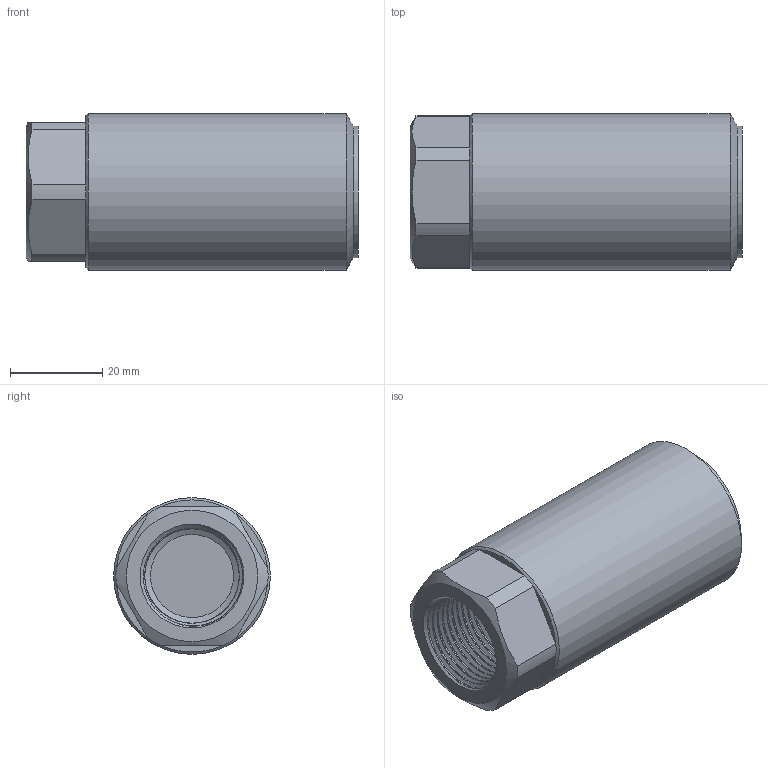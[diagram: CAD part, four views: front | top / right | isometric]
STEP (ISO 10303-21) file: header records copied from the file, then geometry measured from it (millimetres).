
FILE_DESCRIPTION(/* description */ (''),/* implementation_level */ '2;1');
FILE_NAME(/* name */ 'S10A管式单向阀.prt.stp',/* time_stamp */ '2022-03-30T19:14:21+08:00',/* author */ (''),/* organization */ (''),/* preprocessor_version */ 'ST-DEVELOPER v16.7',/* originating_system */ 'SIEMENS PLM Software NX 12.0',/* authorisation */ '');
FILE_SCHEMA (('AUTOMOTIVE_DESIGN { 1 0 10303 214 3 1 1 1 }'));
Length unit declared in the file: millimetre
Products named in the file (1): S10A管式单向阀
Bounding box: 72 x 34 x 34 mm (x, y, z)
Volume: 49251.2 mm3; surface area: 12875 mm2
Topology: 1 solids, 1 shells, 44 faces, 104 edges, 64 vertices
Faces by surface type: plane 18, cylinder 13, cone 7, bspline 6
Full cylindrical faces by diameter (mm): 10 x1, 28.5 x1, 34 x1
Entity records: 8874 total; most frequent: CARTESIAN_POINT 7969, ORIENTED_EDGE 176, DIRECTION 170, EDGE_CURVE 88, AXIS2_PLACEMENT_3D 73, VERTEX_POINT 58, EDGE_LOOP 56, ADVANCED_FACE 44
